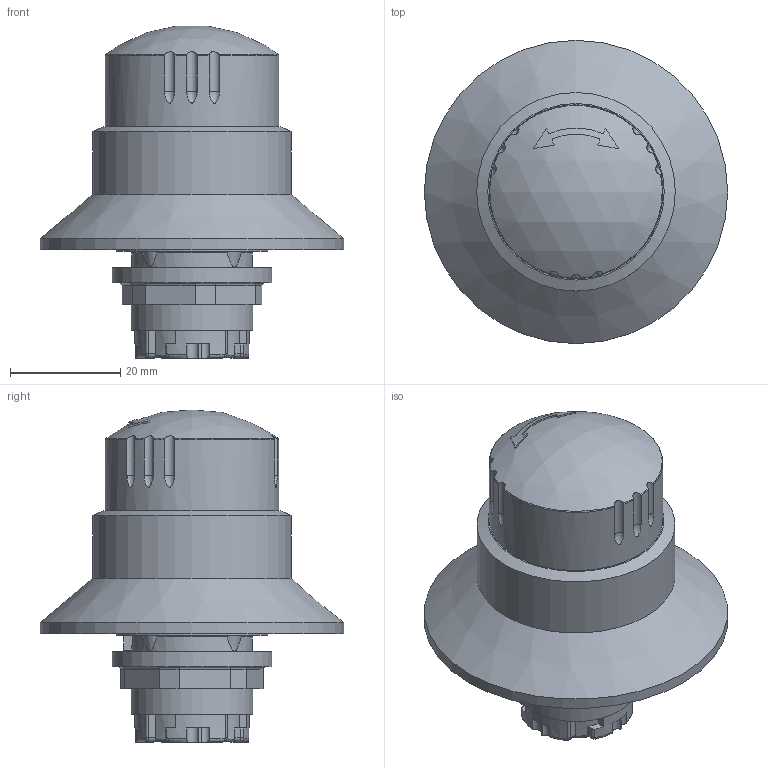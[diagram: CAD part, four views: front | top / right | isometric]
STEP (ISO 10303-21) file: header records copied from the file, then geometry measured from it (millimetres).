
FILE_DESCRIPTION(/* description */ ('QRBUV_510_ipt'),/* implementation_level */ '2;1');
FILE_NAME(/* name */ 'QRBUV_510_vereinfacht.stp',/* time_stamp */ '2024-05-14T11:19:52+02:00',/* author */ ('skoch'),/* organization */ (''),/* preprocessor_version */ 'ST-DEVELOPER v19.2',/* originating_system */ 'Autodesk Inventor 2023',/* authorisation */ '');
FILE_SCHEMA (('AUTOMOTIVE_DESIGN { 1 0 10303 214 3 1 1 }'));
Length unit declared in the file: millimetre
Products named in the file (1): QRBUV_510_vereinfacht
Bounding box: 55 x 55 x 60.2 mm (x, y, z)
Volume: 43103.9 mm3; surface area: 12411.7 mm2
Topology: 1 solids, 1 shells, 279 faces, 717 edges, 462 vertices
Faces by surface type: plane 109, cylinder 106, torus 38, bspline 17, cone 7, sphere 2
Full cylindrical faces by diameter (mm): 1 x8, 20.75 x1, 21.85 x1, 22 x2, 22.6 x1, 25.35 x1, 27.65 x1, 28.3 x1, 29 x1, 31.5 x1, 33.6 x1, 36 x1, 52 x1, 55 x1
Entity records: 10088 total; most frequent: CARTESIAN_POINT 3276, ORIENTED_EDGE 1434, DIRECTION 1425, EDGE_CURVE 717, AXIS2_PLACEMENT_3D 566, VERTEX_POINT 462, EDGE_LOOP 301, LINE 293
